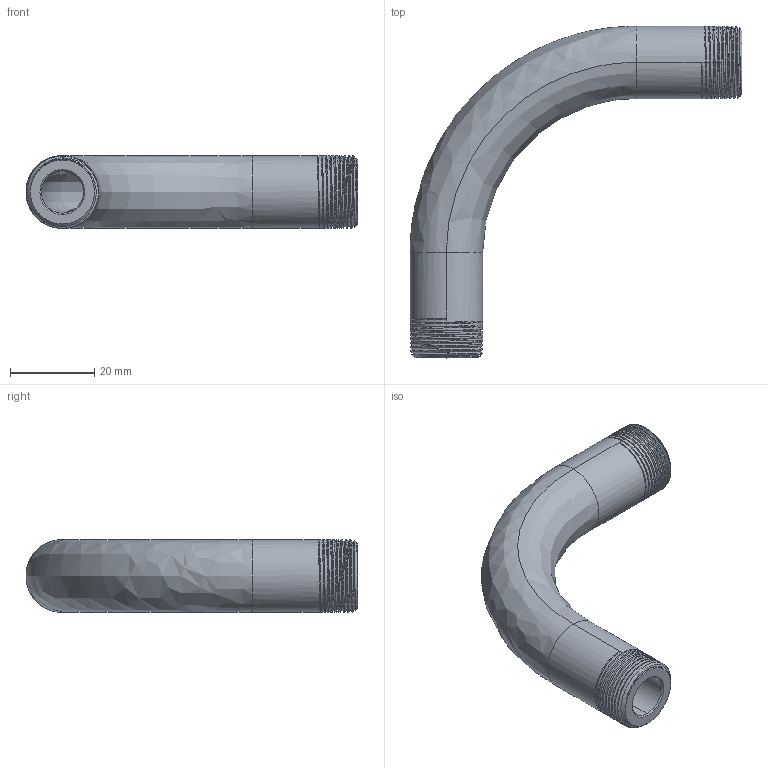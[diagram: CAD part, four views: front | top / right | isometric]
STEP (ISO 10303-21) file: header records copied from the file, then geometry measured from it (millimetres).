
FILE_DESCRIPTION (( 'STEP AP203' ), '1' );
FILE_NAME ('BEND 90¡ã 3-8.STEP', '2020-11-11T02:49:18', ( '' ), ( '' ), 'SwSTEP 2.0', 'SolidWorks 2015', '' );
FILE_SCHEMA (( 'CONFIG_CONTROL_DESIGN' ));
Length unit declared in the file: millimetre
Products named in the file (1): BEND 90∼  3-8
Bounding box: 78.6 x 78.6 x 17.2 mm (x, y, z)
Volume: 18365.5 mm3; surface area: 11088.8 mm2
Topology: 1 solids, 1 shells, 63 faces, 166 edges, 105 vertices
Faces by surface type: cylinder 41, cone 10, bspline 8, plane 4
Entity records: 10634 total; most frequent: CARTESIAN_POINT 9181, ORIENTED_EDGE 332, DIRECTION 215, EDGE_CURVE 166, VERTEX_POINT 105, B_SPLINE_CURVE_WITH_KNOTS 86, AXIS2_PLACEMENT_3D 79, EDGE_LOOP 65
